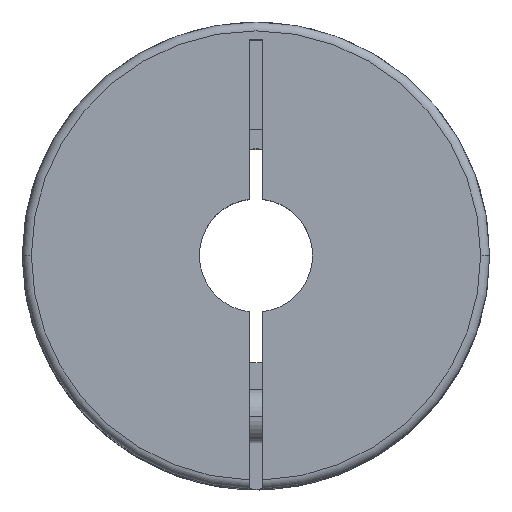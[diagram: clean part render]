
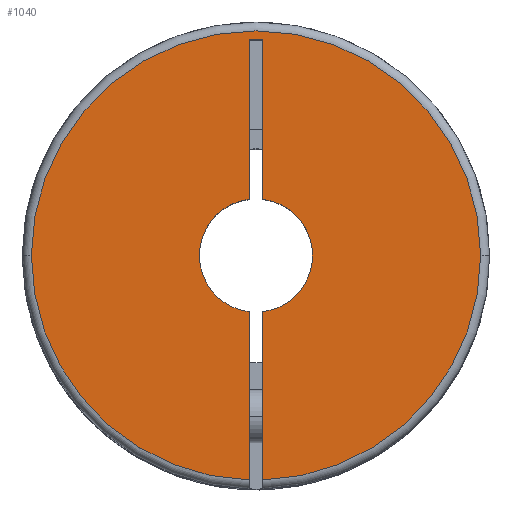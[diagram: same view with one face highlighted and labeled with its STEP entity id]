
A CAD part, top view. The second image highlights one B-rep face of the part: STEP entity #1040.
In plain terms, the highlighted planar face has unit normal (0, 0, 1).
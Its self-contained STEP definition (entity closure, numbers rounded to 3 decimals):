
#10 = CARTESIAN_POINT ( 'NONE',  ( -0.375, 12.1, 0. ) ) ;
#20 = ORIENTED_EDGE ( 'NONE', *, *, #4250, .F. ) ;
#24 = VECTOR ( 'NONE', #2775, 1000. ) ;
#51 = DIRECTION ( 'NONE',  ( -1., 0., 0. ) ) ;
#139 = DIRECTION ( 'NONE',  ( -1., 0., 0. ) ) ;
#249 = CIRCLE ( 'NONE', #3560, 12.6 ) ;
#262 = EDGE_CURVE ( 'NONE', #3866, #2712, #2548, .T. ) ;
#298 = LINE ( 'NONE', #3852, #544 ) ;
#334 = DIRECTION ( 'NONE',  ( 0., 1., 0. ) ) ;
#409 = DIRECTION ( 'NONE',  ( 0., -1., 0. ) ) ;
#469 = DIRECTION ( 'NONE',  ( 0., 0., -1. ) ) ;
#544 = VECTOR ( 'NONE', #3550, 1000. ) ;
#568 = CARTESIAN_POINT ( 'NONE',  ( 12.6, 0., 0. ) ) ;
#570 = CARTESIAN_POINT ( 'NONE',  ( 0., 0., 0. ) ) ;
#572 = ORIENTED_EDGE ( 'NONE', *, *, #1041, .F. ) ;
#640 = LINE ( 'NONE', #896, #1489 ) ;
#670 = AXIS2_PLACEMENT_3D ( 'NONE', #3141, #3460, #2097 ) ;
#742 = CARTESIAN_POINT ( 'NONE',  ( -0.375, -3.153, 0. ) ) ;
#750 = VERTEX_POINT ( 'NONE', #742 ) ;
#846 = EDGE_CURVE ( 'NONE', #750, #3185, #2367, .T. ) ;
#876 = EDGE_CURVE ( 'NONE', #3866, #4132, #1111, .T. ) ;
#896 = CARTESIAN_POINT ( 'NONE',  ( 0.375, -13.1, 0. ) ) ;
#998 = VERTEX_POINT ( 'NONE', #2413 ) ;
#1040 = ADVANCED_FACE ( 'NONE', ( #2551 ), #2873, .F. ) ;
#1041 = EDGE_CURVE ( 'NONE', #4132, #1967, #1240, .T. ) ;
#1111 = LINE ( 'NONE', #2135, #24 ) ;
#1183 = ORIENTED_EDGE ( 'NONE', *, *, #1974, .F. ) ;
#1191 = DIRECTION ( 'NONE',  ( 0., 0., -1. ) ) ;
#1206 = VERTEX_POINT ( 'NONE', #568 ) ;
#1240 = LINE ( 'NONE', #3585, #2179 ) ;
#1253 = DIRECTION ( 'NONE',  ( -1., 0., 0. ) ) ;
#1309 = DIRECTION ( 'NONE',  ( -1., 0., 0. ) ) ;
#1489 = VECTOR ( 'NONE', #334, 1000. ) ;
#1492 = CARTESIAN_POINT ( 'NONE',  ( 0.375, -3.153, 0. ) ) ;
#1658 = EDGE_CURVE ( 'NONE', #1206, #2342, #249, .T. ) ;
#1708 = EDGE_CURVE ( 'NONE', #2342, #2712, #640, .T. ) ;
#1724 = CARTESIAN_POINT ( 'NONE',  ( 0., 0., 0. ) ) ;
#1771 = VECTOR ( 'NONE', #409, 1000. ) ;
#1776 = AXIS2_PLACEMENT_3D ( 'NONE', #570, #1191, #139 ) ;
#1789 = DIRECTION ( 'NONE',  ( -1., 0., 0. ) ) ;
#1846 = ORIENTED_EDGE ( 'NONE', *, *, #846, .T. ) ;
#1873 = ORIENTED_EDGE ( 'NONE', *, *, #4286, .F. ) ;
#1924 = ORIENTED_EDGE ( 'NONE', *, *, #262, .T. ) ;
#1967 = VERTEX_POINT ( 'NONE', #2364 ) ;
#1974 = EDGE_CURVE ( 'NONE', #750, #2753, #1976, .T. ) ;
#1976 = LINE ( 'NONE', #10, #1771 ) ;
#1986 = ORIENTED_EDGE ( 'NONE', *, *, #3583, .F. ) ;
#2097 = DIRECTION ( 'NONE',  ( -1., 0., 0. ) ) ;
#2115 = CARTESIAN_POINT ( 'NONE',  ( -12.6, 0., 0. ) ) ;
#2135 = CARTESIAN_POINT ( 'NONE',  ( 0.375, -13.1, 0. ) ) ;
#2179 = VECTOR ( 'NONE', #1309, 1000. ) ;
#2251 = CARTESIAN_POINT ( 'NONE',  ( 0., 0., 0. ) ) ;
#2266 = DIRECTION ( 'NONE',  ( 0., 0., -1. ) ) ;
#2304 = CARTESIAN_POINT ( 'NONE',  ( 0.375, 3.153, 0. ) ) ;
#2342 = VERTEX_POINT ( 'NONE', #2537 ) ;
#2364 = CARTESIAN_POINT ( 'NONE',  ( -0.375, 12.1, 0. ) ) ;
#2367 = CIRCLE ( 'NONE', #2918, 3.175 ) ;
#2413 = CARTESIAN_POINT ( 'NONE',  ( -0.375, 3.153, 0. ) ) ;
#2513 = CIRCLE ( 'NONE', #670, 3.175 ) ;
#2530 = CARTESIAN_POINT ( 'NONE',  ( -0.375, -12.594, 0. ) ) ;
#2537 = CARTESIAN_POINT ( 'NONE',  ( 0.375, -12.594, 0. ) ) ;
#2548 = CIRCLE ( 'NONE', #1776, 3.175 ) ;
#2551 = FACE_OUTER_BOUND ( 'NONE', #3536, .T. ) ;
#2563 = DIRECTION ( 'NONE',  ( 0., 0., -1. ) ) ;
#2607 = ORIENTED_EDGE ( 'NONE', *, *, #1708, .F. ) ;
#2712 = VERTEX_POINT ( 'NONE', #1492 ) ;
#2753 = VERTEX_POINT ( 'NONE', #2530 ) ;
#2775 = DIRECTION ( 'NONE',  ( 0., 1., 0. ) ) ;
#2857 = ORIENTED_EDGE ( 'NONE', *, *, #1658, .F. ) ;
#2873 = PLANE ( 'NONE',  #2876 ) ;
#2876 = AXIS2_PLACEMENT_3D ( 'NONE', #3913, #2266, #4192 ) ;
#2884 = CARTESIAN_POINT ( 'NONE',  ( 0., 0., 0. ) ) ;
#2918 = AXIS2_PLACEMENT_3D ( 'NONE', #3416, #469, #1789 ) ;
#3141 = CARTESIAN_POINT ( 'NONE',  ( 0., 0., 0. ) ) ;
#3151 = CIRCLE ( 'NONE', #3698, 12.6 ) ;
#3181 = ORIENTED_EDGE ( 'NONE', *, *, #876, .F. ) ;
#3185 = VERTEX_POINT ( 'NONE', #3977 ) ;
#3270 = AXIS2_PLACEMENT_3D ( 'NONE', #2884, #4206, #1253 ) ;
#3341 = VERTEX_POINT ( 'NONE', #2115 ) ;
#3416 = CARTESIAN_POINT ( 'NONE',  ( 0., 0., 0. ) ) ;
#3433 = ORIENTED_EDGE ( 'NONE', *, *, #4105, .T. ) ;
#3460 = DIRECTION ( 'NONE',  ( 0., 0., -1. ) ) ;
#3536 = EDGE_LOOP ( 'NONE', ( #1986, #1183, #1846, #3433, #20, #572, #3181, #1924, #2607, #2857, #1873 ) ) ;
#3550 = DIRECTION ( 'NONE',  ( 0., -1., 0. ) ) ;
#3560 = AXIS2_PLACEMENT_3D ( 'NONE', #1724, #3654, #51 ) ;
#3583 = EDGE_CURVE ( 'NONE', #2753, #3341, #3817, .T. ) ;
#3585 = CARTESIAN_POINT ( 'NONE',  ( 0.375, 12.1, 0. ) ) ;
#3654 = DIRECTION ( 'NONE',  ( 0., 0., -1. ) ) ;
#3698 = AXIS2_PLACEMENT_3D ( 'NONE', #2251, #2563, #3876 ) ;
#3817 = CIRCLE ( 'NONE', #3270, 12.6 ) ;
#3852 = CARTESIAN_POINT ( 'NONE',  ( -0.375, 12.1, 0. ) ) ;
#3866 = VERTEX_POINT ( 'NONE', #2304 ) ;
#3876 = DIRECTION ( 'NONE',  ( -1., 0., 0. ) ) ;
#3913 = CARTESIAN_POINT ( 'NONE',  ( 0., 0., 0. ) ) ;
#3977 = CARTESIAN_POINT ( 'NONE',  ( -3.175, 0., 0. ) ) ;
#4092 = CARTESIAN_POINT ( 'NONE',  ( 0.375, 12.1, 0. ) ) ;
#4105 = EDGE_CURVE ( 'NONE', #3185, #998, #2513, .T. ) ;
#4132 = VERTEX_POINT ( 'NONE', #4092 ) ;
#4192 = DIRECTION ( 'NONE',  ( 0., -1., 0. ) ) ;
#4206 = DIRECTION ( 'NONE',  ( 0., 0., -1. ) ) ;
#4250 = EDGE_CURVE ( 'NONE', #1967, #998, #298, .T. ) ;
#4286 = EDGE_CURVE ( 'NONE', #3341, #1206, #3151, .T. ) ;
